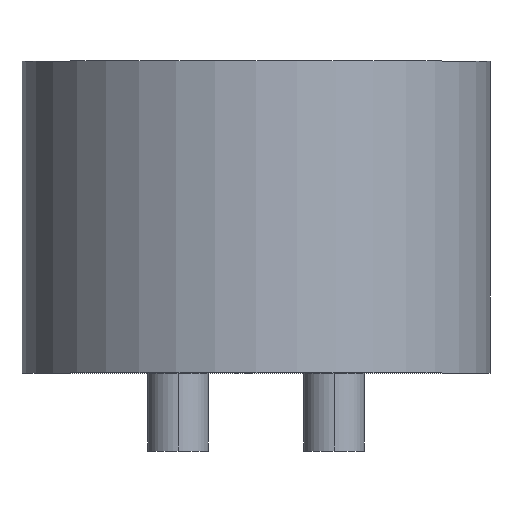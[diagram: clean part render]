
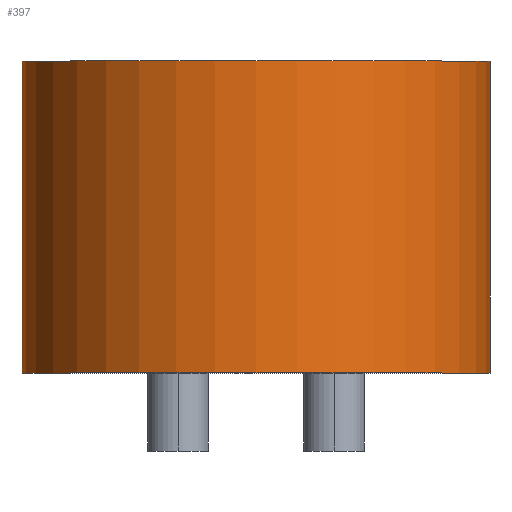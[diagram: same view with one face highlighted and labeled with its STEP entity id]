
A CAD part, top view. The second image highlights one B-rep face of the part: STEP entity #397.
In plain terms, the highlighted cylindrical face has radius 15 mm (diameter 30 mm), a partial arc.
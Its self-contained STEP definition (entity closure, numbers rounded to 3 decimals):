
#7 = VECTOR ( 'NONE', #444, 1000. ) ;
#18 = EDGE_CURVE ( 'NONE', #105, #329, #462, .T. ) ;
#25 = EDGE_CURVE ( 'NONE', #105, #47, #326, .T. ) ;
#32 = AXIS2_PLACEMENT_3D ( 'NONE', #401, #133, #260 ) ;
#47 = VERTEX_POINT ( 'NONE', #203 ) ;
#94 = ORIENTED_EDGE ( 'NONE', *, *, #400, .T. ) ;
#105 = VERTEX_POINT ( 'NONE', #146 ) ;
#133 = DIRECTION ( 'NONE',  ( 0., 1., 0. ) ) ;
#141 = CARTESIAN_POINT ( 'NONE',  ( -15., 20., 0. ) ) ;
#146 = CARTESIAN_POINT ( 'NONE',  ( -15., 20., 0. ) ) ;
#164 = LINE ( 'NONE', #279, #299 ) ;
#182 = FACE_OUTER_BOUND ( 'NONE', #321, .T. ) ;
#203 = CARTESIAN_POINT ( 'NONE',  ( -15., 0., 0. ) ) ;
#224 = CARTESIAN_POINT ( 'NONE',  ( 0., 0., 0. ) ) ;
#251 = EDGE_CURVE ( 'NONE', #329, #451, #164, .T. ) ;
#260 = DIRECTION ( 'NONE',  ( 0., 0., 1. ) ) ;
#274 = DIRECTION ( 'NONE',  ( 0., -1., 0. ) ) ;
#279 = CARTESIAN_POINT ( 'NONE',  ( 15., 20., 0. ) ) ;
#282 = CIRCLE ( 'NONE', #412, 15. ) ;
#295 = CARTESIAN_POINT ( 'NONE',  ( 0., 20., 0. ) ) ;
#296 = CARTESIAN_POINT ( 'NONE',  ( 15., 0., 0. ) ) ;
#299 = VECTOR ( 'NONE', #274, 1000. ) ;
#302 = CYLINDRICAL_SURFACE ( 'NONE', #461, 15. ) ;
#321 = EDGE_LOOP ( 'NONE', ( #94, #479, #354, #443 ) ) ;
#326 = LINE ( 'NONE', #141, #7 ) ;
#329 = VERTEX_POINT ( 'NONE', #356 ) ;
#330 = DIRECTION ( 'NONE',  ( 0., 0., -1. ) ) ;
#354 = ORIENTED_EDGE ( 'NONE', *, *, #18, .F. ) ;
#356 = CARTESIAN_POINT ( 'NONE',  ( 15., 20., 0. ) ) ;
#376 = DIRECTION ( 'NONE',  ( 0., -1., 0. ) ) ;
#397 = ADVANCED_FACE ( 'NONE', ( #182 ), #302, .T. ) ;
#400 = EDGE_CURVE ( 'NONE', #47, #451, #282, .T. ) ;
#401 = CARTESIAN_POINT ( 'NONE',  ( 0., 20., 0. ) ) ;
#412 = AXIS2_PLACEMENT_3D ( 'NONE', #224, #453, #421 ) ;
#421 = DIRECTION ( 'NONE',  ( 0., 0., 1. ) ) ;
#443 = ORIENTED_EDGE ( 'NONE', *, *, #25, .T. ) ;
#444 = DIRECTION ( 'NONE',  ( 0., -1., 0. ) ) ;
#451 = VERTEX_POINT ( 'NONE', #296 ) ;
#453 = DIRECTION ( 'NONE',  ( 0., 1., 0. ) ) ;
#461 = AXIS2_PLACEMENT_3D ( 'NONE', #295, #376, #330 ) ;
#462 = CIRCLE ( 'NONE', #32, 15. ) ;
#479 = ORIENTED_EDGE ( 'NONE', *, *, #251, .F. ) ;
